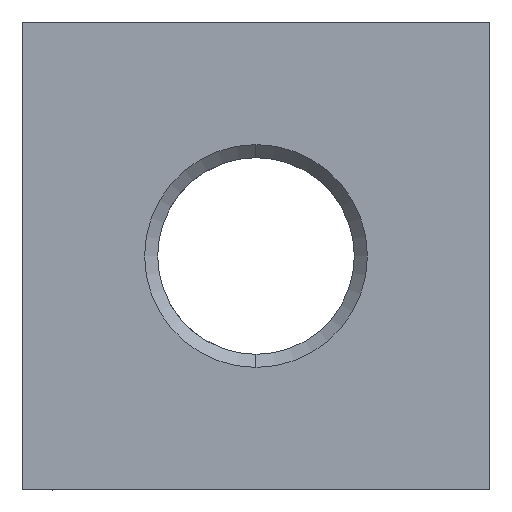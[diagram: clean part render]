
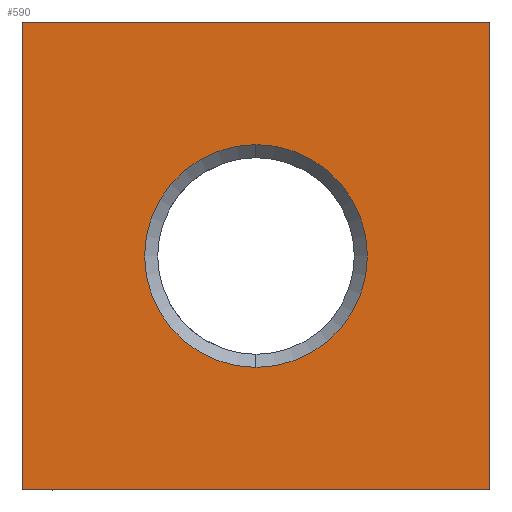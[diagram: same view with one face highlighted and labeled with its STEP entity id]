
A CAD part, left-side view. The second image highlights one B-rep face of the part: STEP entity #590.
In plain terms, the highlighted planar face has unit normal (-1, 0, 0).
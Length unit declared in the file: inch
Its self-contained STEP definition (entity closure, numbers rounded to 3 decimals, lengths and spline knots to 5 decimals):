
#13 = EDGE_LOOP ( 'NONE', ( #1283, #673, #1451, #996 ) ) ;
#40 = CARTESIAN_POINT ( 'NONE',  ( -7.375, 0., 0. ) ) ;
#50 = DIRECTION ( 'NONE',  ( 0., 0., 1. ) ) ;
#74 = DIRECTION ( 'NONE',  ( 1., 0., 0. ) ) ;
#76 = DIRECTION ( 'NONE',  ( 0., -1., 0. ) ) ;
#85 = CARTESIAN_POINT ( 'NONE',  ( -7.375, -0.625, 0.625 ) ) ;
#91 = AXIS2_PLACEMENT_3D ( 'NONE', #2216, #2205, #212 ) ;
#212 = DIRECTION ( 'NONE',  ( 0., 0., 1. ) ) ;
#262 = EDGE_CURVE ( 'NONE', #841, #696, #1310, .T. ) ;
#352 = EDGE_CURVE ( 'NONE', #2353, #2197, #913, .T. ) ;
#402 = CIRCLE ( 'NONE', #1964, 0.2975 ) ;
#412 = CARTESIAN_POINT ( 'NONE',  ( -7.375, 0., -0.2975 ) ) ;
#425 = VECTOR ( 'NONE', #1767, 39.37008 ) ;
#426 = CARTESIAN_POINT ( 'NONE',  ( -7.375, 0.625, -0.625 ) ) ;
#449 = CARTESIAN_POINT ( 'NONE',  ( -7.375, 0.625, 0.625 ) ) ;
#532 = ORIENTED_EDGE ( 'NONE', *, *, #262, .T. ) ;
#590 = ADVANCED_FACE ( 'NONE', ( #811, #2245 ), #1785, .T. ) ;
#644 = DIRECTION ( 'NONE',  ( 1., 0., 0. ) ) ;
#673 = ORIENTED_EDGE ( 'NONE', *, *, #920, .F. ) ;
#682 = CARTESIAN_POINT ( 'NONE',  ( -7.375, 0., 0. ) ) ;
#696 = VERTEX_POINT ( 'NONE', #1496 ) ;
#811 = FACE_BOUND ( 'NONE', #2381, .T. ) ;
#819 = VERTEX_POINT ( 'NONE', #1196 ) ;
#841 = VERTEX_POINT ( 'NONE', #412 ) ;
#913 = LINE ( 'NONE', #426, #1505 ) ;
#920 = EDGE_CURVE ( 'NONE', #2197, #2007, #1566, .T. ) ;
#933 = CARTESIAN_POINT ( 'NONE',  ( -7.375, -0.625, 0.625 ) ) ;
#996 = ORIENTED_EDGE ( 'NONE', *, *, #1678, .F. ) ;
#1042 = VECTOR ( 'NONE', #76, 39.37008 ) ;
#1068 = LINE ( 'NONE', #1153, #425 ) ;
#1153 = CARTESIAN_POINT ( 'NONE',  ( -7.375, -0.625, -0.625 ) ) ;
#1196 = CARTESIAN_POINT ( 'NONE',  ( -7.375, -0.625, -0.625 ) ) ;
#1283 = ORIENTED_EDGE ( 'NONE', *, *, #2291, .F. ) ;
#1310 = CIRCLE ( 'NONE', #2499, 0.2975 ) ;
#1382 = LINE ( 'NONE', #85, #2464 ) ;
#1432 = CARTESIAN_POINT ( 'NONE',  ( -7.375, 0.625, 0.625 ) ) ;
#1444 = DIRECTION ( 'NONE',  ( 0., 0., 1. ) ) ;
#1451 = ORIENTED_EDGE ( 'NONE', *, *, #352, .F. ) ;
#1496 = CARTESIAN_POINT ( 'NONE',  ( -7.375, 0., 0.2975 ) ) ;
#1505 = VECTOR ( 'NONE', #50, 39.37008 ) ;
#1566 = LINE ( 'NONE', #1432, #1042 ) ;
#1678 = EDGE_CURVE ( 'NONE', #819, #2353, #1068, .T. ) ;
#1767 = DIRECTION ( 'NONE',  ( 0., 1., 0. ) ) ;
#1785 = PLANE ( 'NONE',  #91 ) ;
#1870 = DIRECTION ( 'NONE',  ( 0., 0., -1. ) ) ;
#1885 = CARTESIAN_POINT ( 'NONE',  ( -7.375, 0.625, -0.625 ) ) ;
#1964 = AXIS2_PLACEMENT_3D ( 'NONE', #682, #74, #1444 ) ;
#2007 = VERTEX_POINT ( 'NONE', #933 ) ;
#2197 = VERTEX_POINT ( 'NONE', #449 ) ;
#2205 = DIRECTION ( 'NONE',  ( -1., 0., 0. ) ) ;
#2216 = CARTESIAN_POINT ( 'NONE',  ( -7.375, -0.625, 0.625 ) ) ;
#2229 = EDGE_CURVE ( 'NONE', #696, #841, #402, .T. ) ;
#2245 = FACE_OUTER_BOUND ( 'NONE', #13, .T. ) ;
#2291 = EDGE_CURVE ( 'NONE', #2007, #819, #1382, .T. ) ;
#2308 = ORIENTED_EDGE ( 'NONE', *, *, #2229, .T. ) ;
#2353 = VERTEX_POINT ( 'NONE', #1885 ) ;
#2381 = EDGE_LOOP ( 'NONE', ( #2308, #532 ) ) ;
#2433 = DIRECTION ( 'NONE',  ( 0., 0., 1. ) ) ;
#2464 = VECTOR ( 'NONE', #1870, 39.37008 ) ;
#2499 = AXIS2_PLACEMENT_3D ( 'NONE', #40, #644, #2433 ) ;
